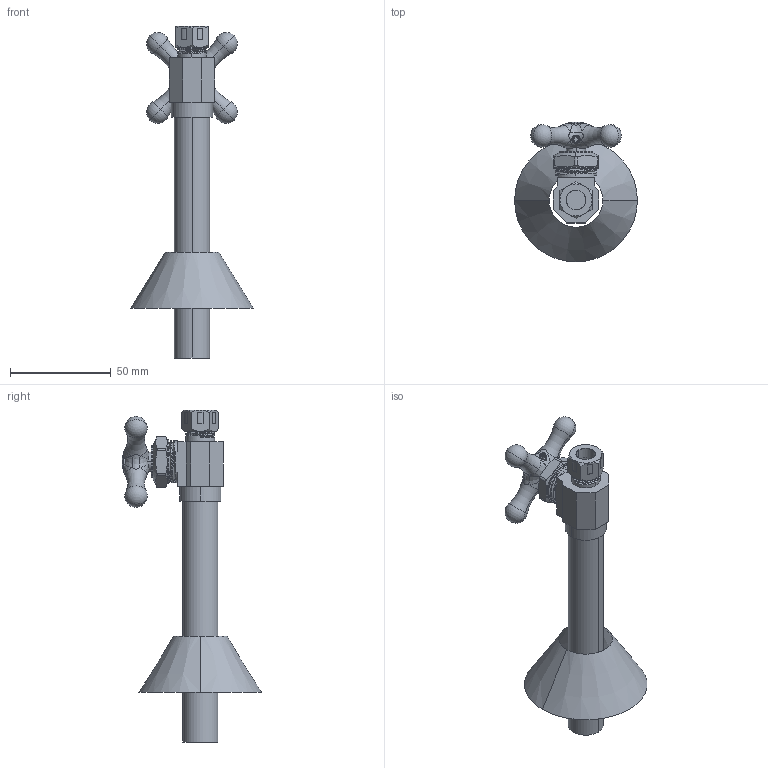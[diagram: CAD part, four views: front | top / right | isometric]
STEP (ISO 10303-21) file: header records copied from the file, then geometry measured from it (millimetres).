
FILE_DESCRIPTION((''),'2;1');
FILE_NAME('417X','2021-06-15T21:52:11',('NSantos'),(''),'CREO PARAMETRIC BY PTC INC, 2018500','CREO PARAMETRIC BY PTC INC, 2018500','');
FILE_SCHEMA(('CONFIG_CONTROL_DESIGN'));
Length unit declared in the file: inch
Products named in the file (1): 417X
Bounding box: 60.96 x 69.16 x 164.67 mm (x, y, z)
Volume: 45291.6 mm3; surface area: 29033 mm2
Topology: 2 solids, 14 shells, 583 faces, 1588 edges, 1037 vertices
Faces by surface type: plane 184, cylinder 169, bspline 108, cone 82, torus 20, sphere 20
Entity records: 27768 total; most frequent: CARTESIAN_POINT 14343, ORIENTED_EDGE 3048, DIRECTION 2357, EDGE_CURVE 1568, VERTEX_POINT 1037, AXIS2_PLACEMENT_3D 953, B_SPLINE_CURVE_WITH_KNOTS 640, EDGE_LOOP 631
